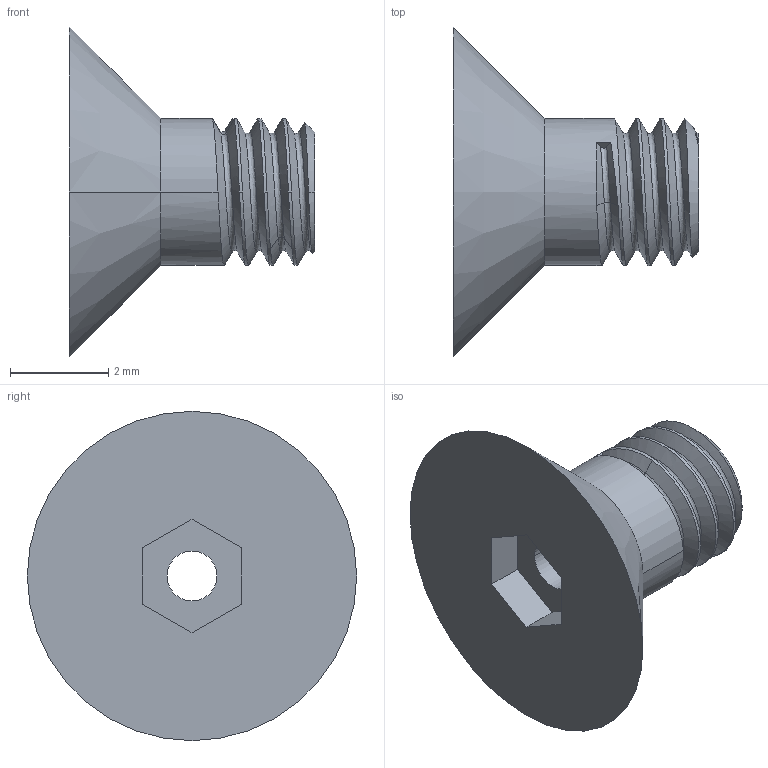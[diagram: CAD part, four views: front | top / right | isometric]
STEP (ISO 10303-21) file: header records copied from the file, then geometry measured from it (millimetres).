
FILE_DESCRIPTION((''),'2;1');
FILE_NAME('001_FLAT_HEAD_SOCKET_MM_ASM','2023-10-24T',('SYSTEM'),(''),'PRO/ENGINEER BY PARAMETRIC TECHNOLOGY CORPORATION, 2016360','PRO/ENGINEER BY PARAMETRIC TECHNOLOGY CORPORATION, 2016360','');
FILE_SCHEMA(('AUTOMOTIVE_DESIGN { 1 0 10303 214 1 1 1 1 }'));
Length unit declared in the file: millimetre
Products named in the file (2): MFA-305; 001_FLAT_HEAD_SOCKET_MM_ASM
Assembly tree (1 placements, depth 2):
  001_FLAT_HEAD_SOCKET_MM_ASM
    MFA-305
Bounding box: 5 x 6.72 x 6.72 mm (x, y, z)
Volume: 49.6 mm3; surface area: 135.8 mm2
Topology: 1 solids, 1 shells, 32 faces, 81 edges, 52 vertices
Faces by surface type: plane 10, cylinder 9, bspline 8, cone 5
Entity records: 2597 total; most frequent: CARTESIAN_POINT 1690, ORIENTED_EDGE 162, DIRECTION 115, COLOUR_RGB 110, EDGE_CURVE 81, VERTEX_POINT 52, AXIS2_PLACEMENT_3D 39, VECTOR 37
